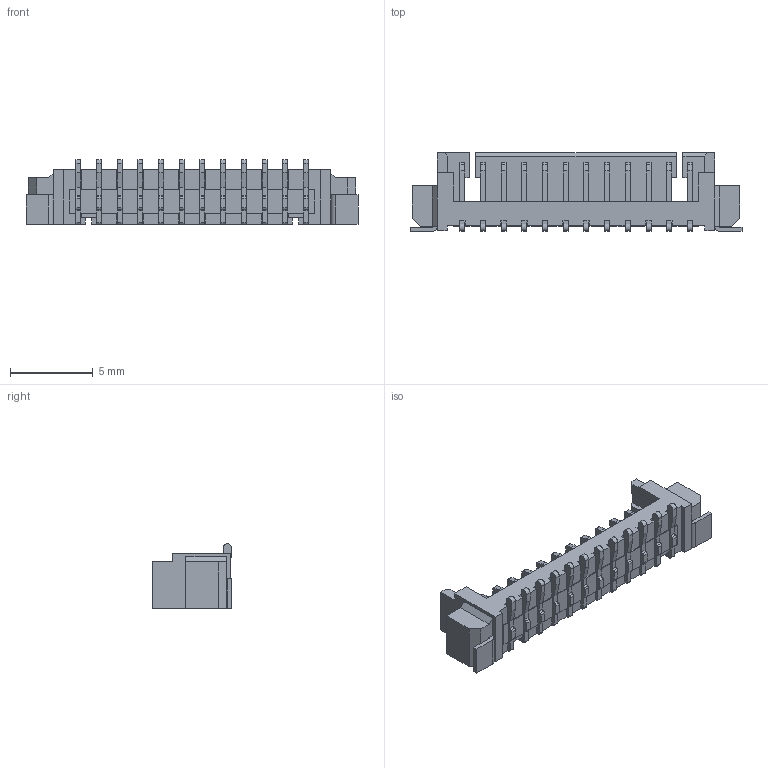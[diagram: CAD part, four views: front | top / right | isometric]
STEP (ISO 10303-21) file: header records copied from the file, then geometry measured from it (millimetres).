
FILE_DESCRIPTION (( 'STEP AP214' ), '1' );
FILE_NAME ('FWF12505-S12S24W5M-REF.STEP', '2025-12-24T02:01:50', ( '' ), ( '' ), 'SwSTEP 2.0', 'SolidWorks 2021', '' );
FILE_SCHEMA (( 'AUTOMOTIVE_DESIGN' ));
Length unit declared in the file: millimetre
Products named in the file (1): FWF12505-S12S24W5M-REF
Bounding box: 20.05 x 4.74 x 3.9 mm (x, y, z)
Volume: 138.1 mm3; surface area: 483.7 mm2
Topology: 1 solids, 1 shells, 558 faces, 1631 edges, 1083 vertices
Faces by surface type: plane 434, cylinder 124
Entity records: 18369 total; most frequent: CARTESIAN_POINT 3273, ORIENTED_EDGE 3262, DIRECTION 2997, EDGE_CURVE 1631, VECTOR 1383, LINE 1383, VERTEX_POINT 1083, AXIS2_PLACEMENT_3D 807
